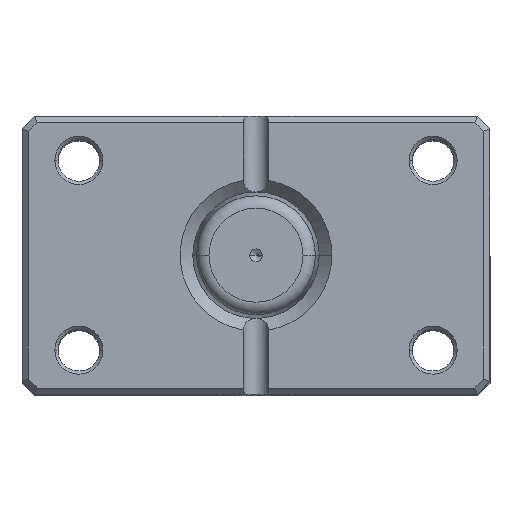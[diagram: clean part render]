
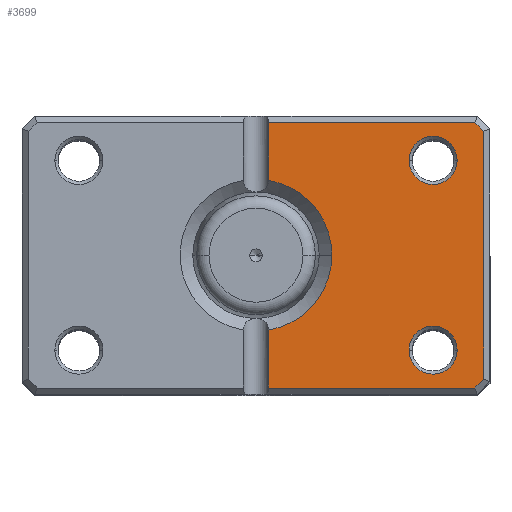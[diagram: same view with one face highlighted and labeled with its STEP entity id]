
A CAD part, top view. The second image highlights one B-rep face of the part: STEP entity #3699.
In plain terms, the highlighted face is planar.
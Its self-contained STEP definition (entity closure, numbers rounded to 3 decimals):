
#76 = DIRECTION ( 'NONE',  ( -1., 0., 0. ) ) ;
#160 = VECTOR ( 'NONE', #2169, 1000. ) ;
#241 = FACE_OUTER_BOUND ( 'NONE', #5681, .T. ) ;
#269 = DIRECTION ( 'NONE',  ( 1., 0., 0. ) ) ;
#384 = AXIS2_PLACEMENT_3D ( 'NONE', #3895, #976, #4355 ) ;
#388 = AXIS2_PLACEMENT_3D ( 'NONE', #5920, #3445, #3962 ) ;
#426 = EDGE_CURVE ( 'NONE', #4323, #5750, #2664, .T. ) ;
#436 = AXIS2_PLACEMENT_3D ( 'NONE', #1595, #1568, #1544 ) ;
#442 = DIRECTION ( 'NONE',  ( 0., 1., 0. ) ) ;
#488 = DIRECTION ( 'NONE',  ( 0., -1., 0. ) ) ;
#566 = CARTESIAN_POINT ( 'NONE',  ( -24.2, -15., 0. ) ) ;
#886 = CIRCLE ( 'NONE', #384, 3.8 ) ;
#976 = DIRECTION ( 'NONE',  ( 0., 0., 1. ) ) ;
#1069 = VERTEX_POINT ( 'NONE', #566 ) ;
#1113 = ORIENTED_EDGE ( 'NONE', *, *, #3365, .T. ) ;
#1207 = DIRECTION ( 'NONE',  ( 1., 0., 0. ) ) ;
#1261 = VERTEX_POINT ( 'NONE', #5241 ) ;
#1299 = VERTEX_POINT ( 'NONE', #4977 ) ;
#1344 = LINE ( 'NONE', #4479, #2639 ) ;
#1452 = EDGE_CURVE ( 'NONE', #5271, #2504, #3119, .T. ) ;
#1459 = CARTESIAN_POINT ( 'NONE',  ( -2., 21., 0. ) ) ;
#1544 = DIRECTION ( 'NONE',  ( 1., 0., 0. ) ) ;
#1568 = DIRECTION ( 'NONE',  ( 0., 0., 1. ) ) ;
#1571 = VERTEX_POINT ( 'NONE', #5406 ) ;
#1595 = CARTESIAN_POINT ( 'NONE',  ( -28., 15., 0. ) ) ;
#1631 = CARTESIAN_POINT ( 'NONE',  ( -2., 11.832, 0. ) ) ;
#1707 = CIRCLE ( 'NONE', #3543, 3.8 ) ;
#1759 = EDGE_LOOP ( 'NONE', ( #1113, #4584 ) ) ;
#1827 = CARTESIAN_POINT ( 'NONE',  ( -2., -11.832, 0. ) ) ;
#1883 = CARTESIAN_POINT ( 'NONE',  ( -2., 22., 0. ) ) ;
#2097 = CARTESIAN_POINT ( 'NONE',  ( -28., -15., 0. ) ) ;
#2169 = DIRECTION ( 'NONE',  ( 1., 0., 0. ) ) ;
#2372 = EDGE_CURVE ( 'NONE', #1299, #4042, #2875, .T. ) ;
#2398 = LINE ( 'NONE', #1883, #6023 ) ;
#2504 = VERTEX_POINT ( 'NONE', #3004 ) ;
#2598 = DIRECTION ( 'NONE',  ( 1., 0., 0. ) ) ;
#2623 = AXIS2_PLACEMENT_3D ( 'NONE', #2097, #5541, #2598 ) ;
#2630 = ORIENTED_EDGE ( 'NONE', *, *, #4514, .T. ) ;
#2639 = VECTOR ( 'NONE', #4497, 1000. ) ;
#2664 = LINE ( 'NONE', #4234, #3523 ) ;
#2676 = DIRECTION ( 'NONE',  ( 0., 0., 1. ) ) ;
#2678 = CARTESIAN_POINT ( 'NONE',  ( 0., 21., 0. ) ) ;
#2689 = AXIS2_PLACEMENT_3D ( 'NONE', #5436, #2676, #1207 ) ;
#2731 = VERTEX_POINT ( 'NONE', #1459 ) ;
#2765 = DIRECTION ( 'NONE',  ( 0., -1., 0. ) ) ;
#2842 = CARTESIAN_POINT ( 'NONE',  ( -31.8, 15., 0. ) ) ;
#2868 = VECTOR ( 'NONE', #5087, 1000. ) ;
#2875 = CIRCLE ( 'NONE', #2689, 12. ) ;
#2929 = LINE ( 'NONE', #2678, #160 ) ;
#2977 = EDGE_CURVE ( 'NONE', #2504, #1261, #3034, .T. ) ;
#3004 = CARTESIAN_POINT ( 'NONE',  ( -36., 19.586, 0. ) ) ;
#3008 = EDGE_CURVE ( 'NONE', #4396, #1299, #3872, .T. ) ;
#3034 = LINE ( 'NONE', #5202, #2868 ) ;
#3080 = EDGE_CURVE ( 'NONE', #4308, #3192, #6185, .T. ) ;
#3119 = LINE ( 'NONE', #6258, #5891 ) ;
#3145 = DIRECTION ( 'NONE',  ( 0., 0., 1. ) ) ;
#3192 = VERTEX_POINT ( 'NONE', #2842 ) ;
#3266 = CARTESIAN_POINT ( 'NONE',  ( -34.586, -21., 0. ) ) ;
#3365 = EDGE_CURVE ( 'NONE', #3192, #4308, #1707, .T. ) ;
#3445 = DIRECTION ( 'NONE',  ( 0., 0., 1. ) ) ;
#3468 = PLANE ( 'NONE',  #388 ) ;
#3485 = ORIENTED_EDGE ( 'NONE', *, *, #426, .T. ) ;
#3523 = VECTOR ( 'NONE', #76, 1000. ) ;
#3536 = ORIENTED_EDGE ( 'NONE', *, *, #2977, .T. ) ;
#3543 = AXIS2_PLACEMENT_3D ( 'NONE', #6087, #3145, #269 ) ;
#3544 = CARTESIAN_POINT ( 'NONE',  ( -24.2, 15., 0. ) ) ;
#3597 = CARTESIAN_POINT ( 'NONE',  ( -36., -19.586, 0. ) ) ;
#3607 = DIRECTION ( 'NONE',  ( 1., 0., 0. ) ) ;
#3623 = DIRECTION ( 'NONE',  ( 0., 0., 1. ) ) ;
#3641 = ORIENTED_EDGE ( 'NONE', *, *, #5120, .T. ) ;
#3648 = CARTESIAN_POINT ( 'NONE',  ( 0., 0., 0. ) ) ;
#3699 = ADVANCED_FACE ( 'NONE', ( #4085, #5217, #241 ), #3468, .F. ) ;
#3791 = CIRCLE ( 'NONE', #2623, 3.8 ) ;
#3795 = EDGE_CURVE ( 'NONE', #1571, #1069, #3791, .T. ) ;
#3800 = ORIENTED_EDGE ( 'NONE', *, *, #6259, .T. ) ;
#3872 = CIRCLE ( 'NONE', #5424, 12. ) ;
#3895 = CARTESIAN_POINT ( 'NONE',  ( -28., -15., 0. ) ) ;
#3962 = DIRECTION ( 'NONE',  ( 1., 0., 0. ) ) ;
#3970 = ORIENTED_EDGE ( 'NONE', *, *, #5641, .T. ) ;
#4034 = CARTESIAN_POINT ( 'NONE',  ( -2., -21., 0. ) ) ;
#4042 = VERTEX_POINT ( 'NONE', #1827 ) ;
#4085 = FACE_BOUND ( 'NONE', #4488, .T. ) ;
#4088 = ORIENTED_EDGE ( 'NONE', *, *, #3008, .T. ) ;
#4234 = CARTESIAN_POINT ( 'NONE',  ( 0., -21., 0. ) ) ;
#4308 = VERTEX_POINT ( 'NONE', #3544 ) ;
#4323 = VERTEX_POINT ( 'NONE', #4034 ) ;
#4355 = DIRECTION ( 'NONE',  ( 1., 0., 0. ) ) ;
#4396 = VERTEX_POINT ( 'NONE', #1631 ) ;
#4453 = EDGE_CURVE ( 'NONE', #1261, #2731, #2929, .T. ) ;
#4479 = CARTESIAN_POINT ( 'NONE',  ( -27.793, -27.793, 0. ) ) ;
#4488 = EDGE_LOOP ( 'NONE', ( #4822, #3641 ) ) ;
#4497 = DIRECTION ( 'NONE',  ( -0.707, 0.707, 0. ) ) ;
#4514 = EDGE_CURVE ( 'NONE', #4042, #4323, #6172, .T. ) ;
#4584 = ORIENTED_EDGE ( 'NONE', *, *, #3080, .T. ) ;
#4815 = VECTOR ( 'NONE', #2765, 1000. ) ;
#4822 = ORIENTED_EDGE ( 'NONE', *, *, #3795, .T. ) ;
#4977 = CARTESIAN_POINT ( 'NONE',  ( -12., 0., 0. ) ) ;
#5087 = DIRECTION ( 'NONE',  ( 0.707, 0.707, 0. ) ) ;
#5120 = EDGE_CURVE ( 'NONE', #1069, #1571, #886, .T. ) ;
#5202 = CARTESIAN_POINT ( 'NONE',  ( -27.793, 27.793, 0. ) ) ;
#5217 = FACE_BOUND ( 'NONE', #1759, .T. ) ;
#5241 = CARTESIAN_POINT ( 'NONE',  ( -34.586, 21., 0. ) ) ;
#5271 = VERTEX_POINT ( 'NONE', #3597 ) ;
#5395 = ORIENTED_EDGE ( 'NONE', *, *, #2372, .T. ) ;
#5406 = CARTESIAN_POINT ( 'NONE',  ( -31.8, -15., 0. ) ) ;
#5424 = AXIS2_PLACEMENT_3D ( 'NONE', #3648, #3623, #3607 ) ;
#5436 = CARTESIAN_POINT ( 'NONE',  ( 0., 0., 0. ) ) ;
#5541 = DIRECTION ( 'NONE',  ( 0., 0., 1. ) ) ;
#5641 = EDGE_CURVE ( 'NONE', #5750, #5271, #1344, .T. ) ;
#5681 = EDGE_LOOP ( 'NONE', ( #3800, #4088, #5395, #2630, #3485, #3970, #6120, #3536, #6257 ) ) ;
#5705 = CARTESIAN_POINT ( 'NONE',  ( -2., 22., 0. ) ) ;
#5750 = VERTEX_POINT ( 'NONE', #3266 ) ;
#5891 = VECTOR ( 'NONE', #442, 1000. ) ;
#5920 = CARTESIAN_POINT ( 'NONE',  ( 0., 0., 0. ) ) ;
#6023 = VECTOR ( 'NONE', #488, 1000. ) ;
#6087 = CARTESIAN_POINT ( 'NONE',  ( -28., 15., 0. ) ) ;
#6120 = ORIENTED_EDGE ( 'NONE', *, *, #1452, .T. ) ;
#6172 = LINE ( 'NONE', #5705, #4815 ) ;
#6185 = CIRCLE ( 'NONE', #436, 3.8 ) ;
#6257 = ORIENTED_EDGE ( 'NONE', *, *, #4453, .T. ) ;
#6258 = CARTESIAN_POINT ( 'NONE',  ( -36., 0., 0. ) ) ;
#6259 = EDGE_CURVE ( 'NONE', #2731, #4396, #2398, .T. ) ;
